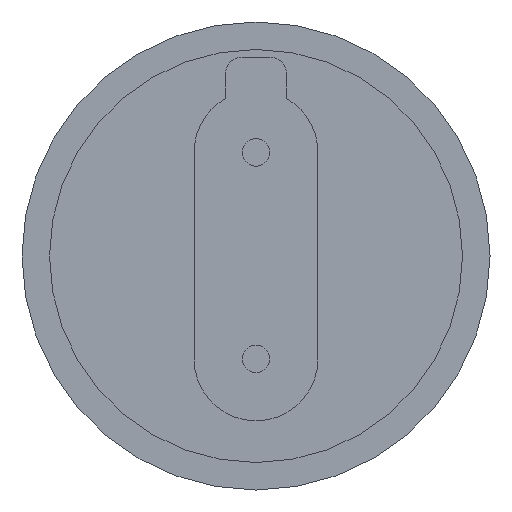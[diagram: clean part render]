
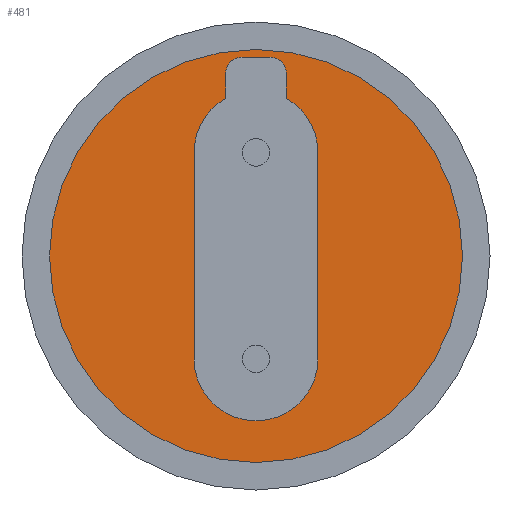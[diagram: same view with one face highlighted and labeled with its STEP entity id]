
A CAD part, front view. The second image highlights one B-rep face of the part: STEP entity #481.
In plain terms, the highlighted planar face has unit normal (0, -1, 0).
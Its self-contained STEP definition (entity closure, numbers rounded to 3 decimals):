
#99=FACE_OUTER_BOUND('',#136,.T.);
#136=EDGE_LOOP('',(#423));
#226=CIRCLE('',#600,7.5);
#264=VERTEX_POINT('',#900);
#318=EDGE_CURVE('',#264,#264,#226,.T.);
#423=ORIENTED_EDGE('',*,*,#318,.T.);
#453=PLANE('',#599);
#481=ADVANCED_FACE('',(#99),#453,.T.);
#599=AXIS2_PLACEMENT_3D('',#899,#745,#746);
#600=AXIS2_PLACEMENT_3D('',#901,#747,#748);
#745=DIRECTION('center_axis',(0.,-1.,0.));
#746=DIRECTION('ref_axis',(1.,0.,0.));
#747=DIRECTION('center_axis',(0.,-1.,0.));
#748=DIRECTION('ref_axis',(1.,0.,0.));
#899=CARTESIAN_POINT('Origin',(0.,-3.6,0.));
#900=CARTESIAN_POINT('',(-7.5,-3.6,0.));
#901=CARTESIAN_POINT('Origin',(0.,-3.6,0.));
